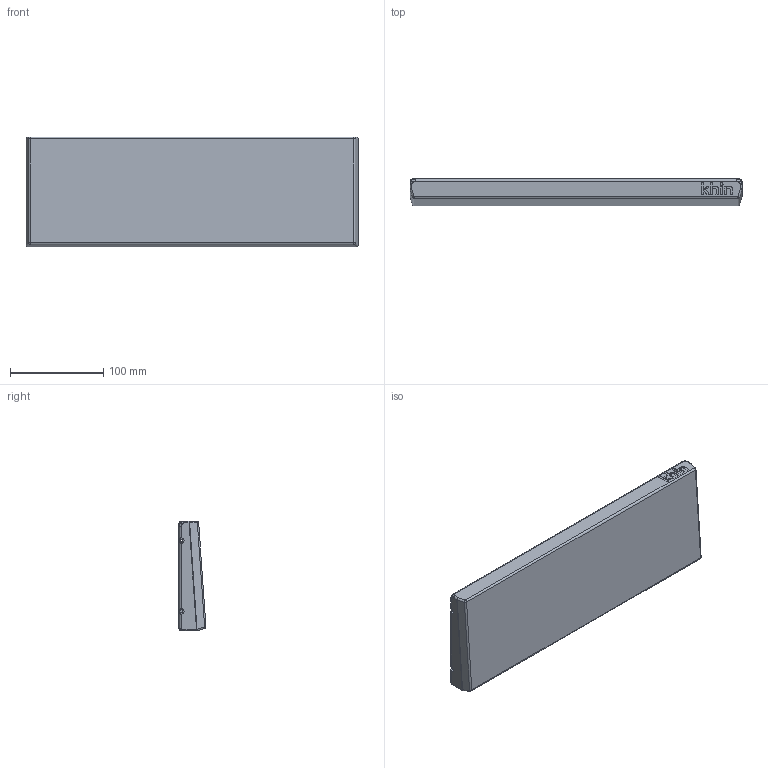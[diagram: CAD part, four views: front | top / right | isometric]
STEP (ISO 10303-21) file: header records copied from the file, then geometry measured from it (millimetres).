
FILE_DESCRIPTION(/* description */ (''),/* implementation_level */ '2;1');
FILE_NAME(/* name */ 'khin - 65% mechanical keyboard.step',/* time_stamp */ '2026-02-17T16:07:34-06:00',/* author */ (''),/* organization */ (''),/* preprocessor_version */ 'ST-DEVELOPER v20.1',/* originating_system */ 'Autodesk Translation Framework v14.21.0.0',/* authorisation */ '');
FILE_SCHEMA (('AUTOMOTIVE_DESIGN { 1 0 10303 214 3 1 1 }'));
Length unit declared in the file: millimetre
Products named in the file (2): khin - 65% mechanical keyboard MAIN; DIN 934 - M3 x 0.5 Steel 6 Plain
Assembly tree (1 placements, depth 2):
  khin - 65% mechanical keyboard MAIN
    DIN 934 - M3 x 0.5 Steel 6 Plain
Bounding box: 356.52 x 29.93 x 118 mm (x, y, z)
Volume: 595414.1 mm3; surface area: 166685.8 mm2
Topology: 8 solids, 8 shells, 750 faces, 2111 edges, 1381 vertices
Faces by surface type: plane 570, cylinder 83, bspline 69, torus 18, sphere 6, cone 4
Full cylindrical faces by diameter (mm): 2.529 x1, 3.2 x8, 3.4 x1, 4.1 x1
Entity records: 26226 total; most frequent: CARTESIAN_POINT 6825, ORIENTED_EDGE 4218, DIRECTION 3509, EDGE_CURVE 2109, LINE 1761, VECTOR 1761, VERTEX_POINT 1381, EDGE_LOOP 932
